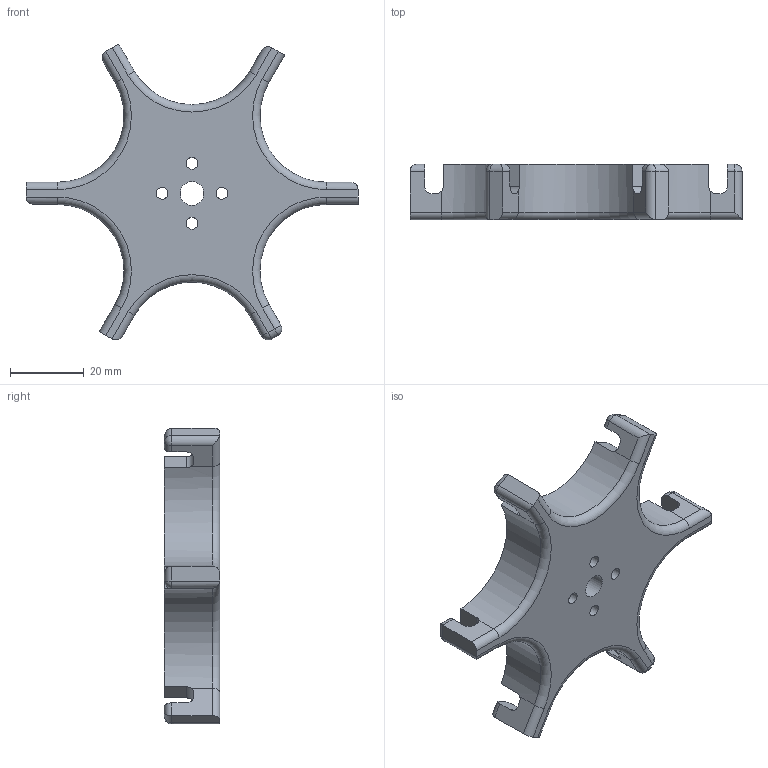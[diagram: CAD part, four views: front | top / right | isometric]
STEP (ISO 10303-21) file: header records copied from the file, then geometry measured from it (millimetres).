
FILE_DESCRIPTION(/* description */ (''),/* implementation_level */ '2;1');
FILE_NAME(/* name */ '',/* time_stamp */ '2026-01-12T07:47:48+03:00',/* author */ ('GameHD'),/* organization */ (''),/* preprocessor_version */ 'ST-DEVELOPER v20.1',/* originating_system */ 'Autodesk Inventor 2026',/* authorisation */ '');
FILE_SCHEMA (('AUTOMOTIVE_DESIGN { 1 0 10303 214 3 1 1 }'));
Length unit declared in the file: millimetre
Products named in the file (1): биг черненький 
забрал
Bounding box: 89.8 x 15 x 80.04 mm (x, y, z)
Volume: 40035.5 mm3; surface area: 11536.5 mm2
Topology: 1 solids, 1 shells, 120 faces, 305 edges, 187 vertices
Faces by surface type: cylinder 61, plane 44, sphere 9, torus 6
Full cylindrical faces by diameter (mm): 3.2 x4, 6.4 x1
Entity records: 3694 total; most frequent: CARTESIAN_POINT 673, DIRECTION 653, ORIENTED_EDGE 610, EDGE_CURVE 305, AXIS2_PLACEMENT_3D 239, VERTEX_POINT 187, LINE 175, VECTOR 175
